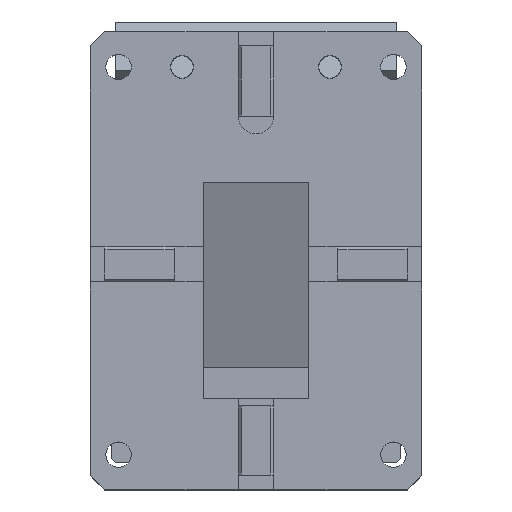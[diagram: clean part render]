
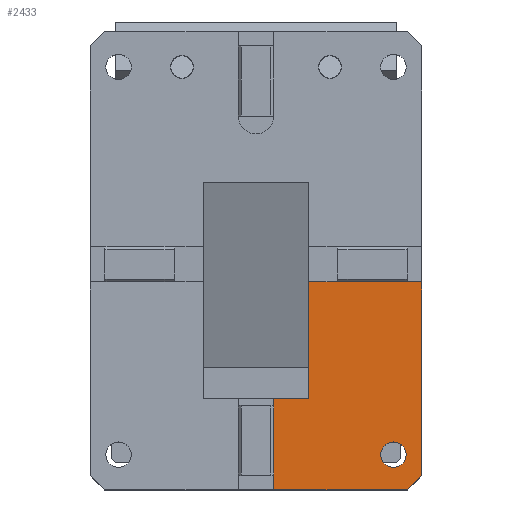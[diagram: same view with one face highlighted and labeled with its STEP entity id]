
A CAD part, top view. The second image highlights one B-rep face of the part: STEP entity #2433.
In plain terms, the highlighted planar face has unit normal (0, 0, 1).
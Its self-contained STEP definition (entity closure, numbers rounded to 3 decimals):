
#995=CARTESIAN_POINT('Vertex',(904.532,826.173,0.)) ;
#998=CARTESIAN_POINT('Line Origine',(904.532,867.423,0.)) ;
#1002=CARTESIAN_POINT('Vertex',(904.532,908.673,0.)) ;
#2291=CARTESIAN_POINT('Vertex',(924.532,908.673,0.)) ;
#2294=CARTESIAN_POINT('Line Origine',(914.532,908.673,0.)) ;
#2306=CARTESIAN_POINT('Axis2P3D Location',(879.532,764.173,0.)) ;
#2311=CARTESIAN_POINT('Line Origine',(879.532,823.673,0.)) ;
#2315=CARTESIAN_POINT('Vertex',(879.532,821.173,0.)) ;
#2317=CARTESIAN_POINT('Vertex',(879.532,826.173,0.)) ;
#2320=CARTESIAN_POINT('Line Origine',(879.532,820.173,0.)) ;
#2324=CARTESIAN_POINT('Vertex',(879.532,819.173,0.)) ;
#2328=CARTESIAN_POINT('Control Point',(879.532,819.173,0.)) ;
#2329=CARTESIAN_POINT('Control Point',(879.532,773.173,0.)) ;
#2330=CARTESIAN_POINT('Vertex',(879.532,773.173,0.)) ;
#2333=CARTESIAN_POINT('Line Origine',(879.532,772.173,0.)) ;
#2337=CARTESIAN_POINT('Vertex',(879.532,771.173,0.)) ;
#2340=CARTESIAN_POINT('Line Origine',(879.532,766.173,0.)) ;
#2344=CARTESIAN_POINT('Vertex',(879.532,761.173,0.)) ;
#2347=CARTESIAN_POINT('Line Origine',(927.032,761.173,0.)) ;
#2351=CARTESIAN_POINT('Vertex',(974.532,761.173,0.)) ;
#2354=CARTESIAN_POINT('Line Origine',(979.532,766.173,0.)) ;
#2358=CARTESIAN_POINT('Vertex',(984.532,771.173,0.)) ;
#2361=CARTESIAN_POINT('Line Origine',(984.532,839.923,0.)) ;
#2365=CARTESIAN_POINT('Vertex',(984.532,908.673,0.)) ;
#2368=CARTESIAN_POINT('Line Origine',(979.532,908.673,0.)) ;
#2372=CARTESIAN_POINT('Vertex',(974.532,908.673,0.)) ;
#2375=CARTESIAN_POINT('Line Origine',(973.532,908.673,0.)) ;
#2379=CARTESIAN_POINT('Vertex',(972.532,908.673,0.)) ;
#2383=CARTESIAN_POINT('Control Point',(972.532,908.673,0.)) ;
#2384=CARTESIAN_POINT('Control Point',(926.532,908.673,0.)) ;
#2385=CARTESIAN_POINT('Vertex',(926.532,908.673,0.)) ;
#2388=CARTESIAN_POINT('Line Origine',(925.532,908.673,0.)) ;
#2393=CARTESIAN_POINT('Line Origine',(892.032,826.173,0.)) ;
#2415=CARTESIAN_POINT('Axis2P3D Location',(964.532,786.173,0.)) ;
#2419=CARTESIAN_POINT('Vertex',(973.532,786.173,0.)) ;
#2421=CARTESIAN_POINT('Vertex',(955.532,786.173,0.)) ;
#2424=CARTESIAN_POINT('Axis2P3D Location',(964.532,786.173,0.)) ;
#999=DIRECTION('Vector Direction',(0.,1.,0.)) ;
#2295=DIRECTION('Vector Direction',(1.,0.,0.)) ;
#2307=DIRECTION('Axis2P3D Direction',(0.,0.,1.)) ;
#2308=DIRECTION('Axis2P3D XDirection',(1.,0.,0.)) ;
#2312=DIRECTION('Vector Direction',(0.,1.,0.)) ;
#2321=DIRECTION('Vector Direction',(0.,1.,0.)) ;
#2334=DIRECTION('Vector Direction',(0.,1.,0.)) ;
#2341=DIRECTION('Vector Direction',(0.,1.,0.)) ;
#2348=DIRECTION('Vector Direction',(1.,0.,0.)) ;
#2355=DIRECTION('Vector Direction',(-0.707,-0.707,0.)) ;
#2362=DIRECTION('Vector Direction',(0.,1.,0.)) ;
#2369=DIRECTION('Vector Direction',(1.,0.,0.)) ;
#2376=DIRECTION('Vector Direction',(1.,0.,0.)) ;
#2389=DIRECTION('Vector Direction',(1.,0.,0.)) ;
#2394=DIRECTION('Vector Direction',(1.,0.,0.)) ;
#2416=DIRECTION('Axis2P3D Direction',(0.,0.,1.)) ;
#2425=DIRECTION('Axis2P3D Direction',(0.,0.,1.)) ;
#2309=AXIS2_PLACEMENT_3D('Plane Axis2P3D',#2306,#2307,#2308) ;
#2417=AXIS2_PLACEMENT_3D('Circle Axis2P3D',#2415,#2416,$) ;
#2426=AXIS2_PLACEMENT_3D('Circle Axis2P3D',#2424,#2425,$) ;
#2399=ORIENTED_EDGE('',*,*,#2319,.F.) ;
#2400=ORIENTED_EDGE('',*,*,#2326,.F.) ;
#2401=ORIENTED_EDGE('',*,*,#2332,.F.) ;
#2402=ORIENTED_EDGE('',*,*,#2339,.F.) ;
#2403=ORIENTED_EDGE('',*,*,#2346,.F.) ;
#2404=ORIENTED_EDGE('',*,*,#2353,.T.) ;
#2405=ORIENTED_EDGE('',*,*,#2360,.F.) ;
#2406=ORIENTED_EDGE('',*,*,#2367,.T.) ;
#2407=ORIENTED_EDGE('',*,*,#2374,.F.) ;
#2408=ORIENTED_EDGE('',*,*,#2381,.T.) ;
#2409=ORIENTED_EDGE('',*,*,#2387,.F.) ;
#2410=ORIENTED_EDGE('',*,*,#2392,.T.) ;
#2411=ORIENTED_EDGE('',*,*,#2298,.F.) ;
#2412=ORIENTED_EDGE('',*,*,#1004,.F.) ;
#2413=ORIENTED_EDGE('',*,*,#2397,.F.) ;
#2430=ORIENTED_EDGE('',*,*,#2423,.F.) ;
#2431=ORIENTED_EDGE('',*,*,#2428,.F.) ;
#2432=FACE_BOUND('',#2429,.T.) ;
#1000=VECTOR('Line Direction',#999,1.) ;
#2296=VECTOR('Line Direction',#2295,1.) ;
#2313=VECTOR('Line Direction',#2312,1.) ;
#2322=VECTOR('Line Direction',#2321,1.) ;
#2335=VECTOR('Line Direction',#2334,1.) ;
#2342=VECTOR('Line Direction',#2341,1.) ;
#2349=VECTOR('Line Direction',#2348,1.) ;
#2356=VECTOR('Line Direction',#2355,1.) ;
#2363=VECTOR('Line Direction',#2362,1.) ;
#2370=VECTOR('Line Direction',#2369,1.) ;
#2377=VECTOR('Line Direction',#2376,1.) ;
#2390=VECTOR('Line Direction',#2389,1.) ;
#2395=VECTOR('Line Direction',#2394,1.) ;
#2433=ADVANCED_FACE('CAM HOLDER',(#2414,#2432),#2310,.T.) ;
#2327=B_SPLINE_CURVE_WITH_KNOTS('',1,(#2328,#2329),.UNSPECIFIED.,.F.,.U.,(2,2),(0.,46.),.UNSPECIFIED.) ;
#2382=B_SPLINE_CURVE_WITH_KNOTS('',1,(#2383,#2384),.UNSPECIFIED.,.F.,.U.,(2,2),(0.,46.),.UNSPECIFIED.) ;
#2418=CIRCLE('generated circle',#2417,9.) ;
#2427=CIRCLE('generated circle',#2426,9.) ;
#1004=EDGE_CURVE('',#996,#1003,#1001,.T.) ;
#2298=EDGE_CURVE('',#1003,#2292,#2297,.T.) ;
#2319=EDGE_CURVE('',#2316,#2318,#2314,.T.) ;
#2326=EDGE_CURVE('',#2325,#2316,#2323,.T.) ;
#2332=EDGE_CURVE('',#2331,#2325,#2327,.F.) ;
#2339=EDGE_CURVE('',#2338,#2331,#2336,.T.) ;
#2346=EDGE_CURVE('',#2345,#2338,#2343,.T.) ;
#2353=EDGE_CURVE('',#2345,#2352,#2350,.T.) ;
#2360=EDGE_CURVE('',#2359,#2352,#2357,.T.) ;
#2367=EDGE_CURVE('',#2359,#2366,#2364,.T.) ;
#2374=EDGE_CURVE('',#2373,#2366,#2371,.T.) ;
#2381=EDGE_CURVE('',#2373,#2380,#2378,.F.) ;
#2387=EDGE_CURVE('',#2386,#2380,#2382,.F.) ;
#2392=EDGE_CURVE('',#2386,#2292,#2391,.F.) ;
#2397=EDGE_CURVE('',#2318,#996,#2396,.T.) ;
#2423=EDGE_CURVE('',#2420,#2422,#2418,.T.) ;
#2428=EDGE_CURVE('',#2422,#2420,#2427,.T.) ;
#2398=EDGE_LOOP('',(#2399,#2400,#2401,#2402,#2403,#2404,#2405,#2406,#2407,#2408,#2409,#2410,#2411,#2412,#2413)) ;
#2429=EDGE_LOOP('',(#2430,#2431)) ;
#2414=FACE_OUTER_BOUND('',#2398,.T.) ;
#1001=LINE('Line',#998,#1000) ;
#2297=LINE('Line',#2294,#2296) ;
#2314=LINE('Line',#2311,#2313) ;
#2323=LINE('Line',#2320,#2322) ;
#2336=LINE('Line',#2333,#2335) ;
#2343=LINE('Line',#2340,#2342) ;
#2350=LINE('Line',#2347,#2349) ;
#2357=LINE('Line',#2354,#2356) ;
#2364=LINE('Line',#2361,#2363) ;
#2371=LINE('Line',#2368,#2370) ;
#2378=LINE('Line',#2375,#2377) ;
#2391=LINE('Line',#2388,#2390) ;
#2396=LINE('Line',#2393,#2395) ;
#2310=PLANE('Plane',#2309) ;
#996=VERTEX_POINT('',#995) ;
#1003=VERTEX_POINT('',#1002) ;
#2292=VERTEX_POINT('',#2291) ;
#2316=VERTEX_POINT('',#2315) ;
#2318=VERTEX_POINT('',#2317) ;
#2325=VERTEX_POINT('',#2324) ;
#2331=VERTEX_POINT('',#2330) ;
#2338=VERTEX_POINT('',#2337) ;
#2345=VERTEX_POINT('',#2344) ;
#2352=VERTEX_POINT('',#2351) ;
#2359=VERTEX_POINT('',#2358) ;
#2366=VERTEX_POINT('',#2365) ;
#2373=VERTEX_POINT('',#2372) ;
#2380=VERTEX_POINT('',#2379) ;
#2386=VERTEX_POINT('',#2385) ;
#2420=VERTEX_POINT('',#2419) ;
#2422=VERTEX_POINT('',#2421) ;
